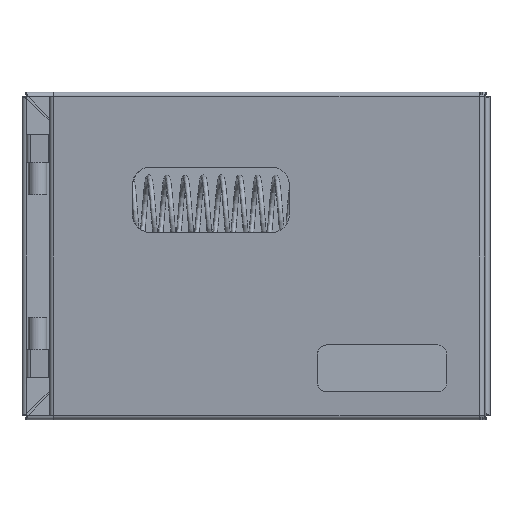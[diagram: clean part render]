
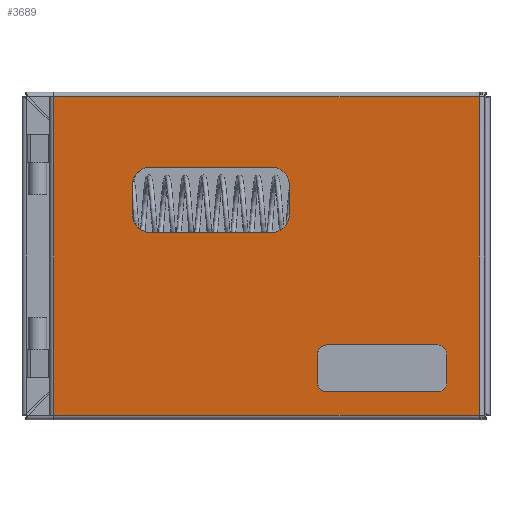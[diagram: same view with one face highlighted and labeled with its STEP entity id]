
A CAD part, front view. The second image highlights one B-rep face of the part: STEP entity #3689.
In plain terms, the highlighted face is planar.
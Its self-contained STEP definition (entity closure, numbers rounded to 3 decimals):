
#73=FACE_BOUND('',#702,.T.);
#74=FACE_BOUND('',#703,.T.);
#241=PLANE('',#4030);
#466=FACE_OUTER_BOUND('',#701,.T.);
#701=EDGE_LOOP('',(#3376,#3377,#3378,#3379));
#702=EDGE_LOOP('',(#3380,#3381,#3382,#3383,#3384,#3385,#3386,#3387));
#703=EDGE_LOOP('',(#3388,#3389,#3390,#3391,#3392,#3393,#3394,#3395));
#959=LINE('',#8391,#1363);
#963=LINE('',#8403,#1367);
#967=LINE('',#8415,#1371);
#971=LINE('',#8427,#1375);
#975=LINE('',#8439,#1379);
#979=LINE('',#8451,#1383);
#983=LINE('',#8463,#1387);
#987=LINE('',#8475,#1391);
#1030=LINE('',#8592,#1434);
#1052=LINE('',#8644,#1456);
#1073=LINE('',#8694,#1477);
#1093=LINE('',#8740,#1497);
#1363=VECTOR('',#4667,10.);
#1367=VECTOR('',#4679,10.);
#1371=VECTOR('',#4691,10.);
#1375=VECTOR('',#4703,10.);
#1379=VECTOR('',#4715,10.);
#1383=VECTOR('',#4727,10.);
#1387=VECTOR('',#4739,10.);
#1391=VECTOR('',#4751,10.);
#1434=VECTOR('',#4864,10.);
#1456=VECTOR('',#4916,10.);
#1477=VECTOR('',#4967,10.);
#1497=VECTOR('',#5017,10.);
#1558=CIRCLE('',#3911,20.);
#1560=CIRCLE('',#3915,20.);
#1562=CIRCLE('',#3919,20.);
#1564=CIRCLE('',#3923,20.);
#1566=CIRCLE('',#3927,10.);
#1568=CIRCLE('',#3931,10.);
#1570=CIRCLE('',#3935,10.);
#1572=CIRCLE('',#3939,10.);
#1777=VERTEX_POINT('',#8388);
#1778=VERTEX_POINT('',#8390);
#1780=VERTEX_POINT('',#8396);
#1782=VERTEX_POINT('',#8402);
#1784=VERTEX_POINT('',#8408);
#1786=VERTEX_POINT('',#8414);
#1788=VERTEX_POINT('',#8420);
#1790=VERTEX_POINT('',#8426);
#1793=VERTEX_POINT('',#8436);
#1794=VERTEX_POINT('',#8438);
#1796=VERTEX_POINT('',#8444);
#1798=VERTEX_POINT('',#8450);
#1800=VERTEX_POINT('',#8456);
#1802=VERTEX_POINT('',#8462);
#1804=VERTEX_POINT('',#8468);
#1806=VERTEX_POINT('',#8474);
#1844=VERTEX_POINT('',#8589);
#1845=VERTEX_POINT('',#8591);
#1860=VERTEX_POINT('',#8642);
#1874=VERTEX_POINT('',#8692);
#2206=EDGE_CURVE('',#1778,#1777,#959,.T.);
#2209=EDGE_CURVE('',#1780,#1778,#1558,.T.);
#2212=EDGE_CURVE('',#1782,#1780,#963,.T.);
#2215=EDGE_CURVE('',#1784,#1782,#1560,.T.);
#2218=EDGE_CURVE('',#1786,#1784,#967,.T.);
#2221=EDGE_CURVE('',#1788,#1786,#1562,.T.);
#2224=EDGE_CURVE('',#1790,#1788,#971,.T.);
#2227=EDGE_CURVE('',#1777,#1790,#1564,.T.);
#2230=EDGE_CURVE('',#1794,#1793,#975,.T.);
#2233=EDGE_CURVE('',#1796,#1794,#1566,.T.);
#2236=EDGE_CURVE('',#1798,#1796,#979,.T.);
#2239=EDGE_CURVE('',#1800,#1798,#1568,.T.);
#2242=EDGE_CURVE('',#1802,#1800,#983,.T.);
#2245=EDGE_CURVE('',#1804,#1802,#1570,.T.);
#2248=EDGE_CURVE('',#1806,#1804,#987,.T.);
#2251=EDGE_CURVE('',#1793,#1806,#1572,.T.);
#2306=EDGE_CURVE('',#1845,#1844,#1030,.T.);
#2332=EDGE_CURVE('',#1844,#1860,#1052,.T.);
#2357=EDGE_CURVE('',#1860,#1874,#1073,.T.);
#2381=EDGE_CURVE('',#1874,#1845,#1093,.T.);
#3376=ORIENTED_EDGE('',*,*,#2306,.T.);
#3377=ORIENTED_EDGE('',*,*,#2332,.T.);
#3378=ORIENTED_EDGE('',*,*,#2357,.T.);
#3379=ORIENTED_EDGE('',*,*,#2381,.T.);
#3380=ORIENTED_EDGE('',*,*,#2218,.T.);
#3381=ORIENTED_EDGE('',*,*,#2215,.T.);
#3382=ORIENTED_EDGE('',*,*,#2212,.T.);
#3383=ORIENTED_EDGE('',*,*,#2209,.T.);
#3384=ORIENTED_EDGE('',*,*,#2206,.T.);
#3385=ORIENTED_EDGE('',*,*,#2227,.T.);
#3386=ORIENTED_EDGE('',*,*,#2224,.T.);
#3387=ORIENTED_EDGE('',*,*,#2221,.T.);
#3388=ORIENTED_EDGE('',*,*,#2242,.T.);
#3389=ORIENTED_EDGE('',*,*,#2239,.T.);
#3390=ORIENTED_EDGE('',*,*,#2236,.T.);
#3391=ORIENTED_EDGE('',*,*,#2233,.T.);
#3392=ORIENTED_EDGE('',*,*,#2230,.T.);
#3393=ORIENTED_EDGE('',*,*,#2251,.T.);
#3394=ORIENTED_EDGE('',*,*,#2248,.T.);
#3395=ORIENTED_EDGE('',*,*,#2245,.T.);
#3689=ADVANCED_FACE('',(#466,#73,#74),#241,.F.);
#3911=AXIS2_PLACEMENT_3D('',#8397,#4673,#4674);
#3915=AXIS2_PLACEMENT_3D('',#8409,#4685,#4686);
#3919=AXIS2_PLACEMENT_3D('',#8421,#4697,#4698);
#3923=AXIS2_PLACEMENT_3D('',#8431,#4709,#4710);
#3927=AXIS2_PLACEMENT_3D('',#8445,#4721,#4722);
#3931=AXIS2_PLACEMENT_3D('',#8457,#4733,#4734);
#3935=AXIS2_PLACEMENT_3D('',#8469,#4745,#4746);
#3939=AXIS2_PLACEMENT_3D('',#8479,#4757,#4758);
#4030=AXIS2_PLACEMENT_3D('',#8780,#5061,#5062);
#4667=DIRECTION('',(0.,0.,-1.));
#4673=DIRECTION('center_axis',(0.,1.,0.));
#4674=DIRECTION('ref_axis',(1.,0.,0.));
#4679=DIRECTION('',(1.,0.,0.));
#4685=DIRECTION('center_axis',(0.,1.,0.));
#4686=DIRECTION('ref_axis',(0.,0.,1.));
#4691=DIRECTION('',(0.,0.,1.));
#4697=DIRECTION('center_axis',(0.,1.,0.));
#4698=DIRECTION('ref_axis',(-1.,0.,0.));
#4703=DIRECTION('',(-1.,0.,0.));
#4709=DIRECTION('center_axis',(0.,1.,0.));
#4710=DIRECTION('ref_axis',(0.,0.,-1.));
#4715=DIRECTION('',(0.,0.,-1.));
#4721=DIRECTION('center_axis',(0.,1.,0.));
#4722=DIRECTION('ref_axis',(1.,0.,0.));
#4727=DIRECTION('',(1.,0.,0.));
#4733=DIRECTION('center_axis',(0.,1.,0.));
#4734=DIRECTION('ref_axis',(0.,0.,
1.));
#4739=DIRECTION('',(0.,0.,1.));
#4745=DIRECTION('center_axis',(0.,1.,0.));
#4746=DIRECTION('ref_axis',(-1.,0.,0.));
#4751=DIRECTION('',(-1.,0.,0.));
#4757=DIRECTION('center_axis',(0.,1.,0.));
#4758=DIRECTION('ref_axis',(0.,0.,
-1.));
#4864=DIRECTION('',(1.,0.,0.));
#4916=DIRECTION('',(0.,0.,1.));
#4967=DIRECTION('',(-1.,0.,0.));
#5017=DIRECTION('',(0.,0.,-1.));
#5061=DIRECTION('center_axis',(0.,1.,0.));
#5062=DIRECTION('ref_axis',(-1.,0.,0.));
#8388=CARTESIAN_POINT('',(290.,-95.,220.));
#8390=CARTESIAN_POINT('',(290.,-95.,250.));
#8391=CARTESIAN_POINT('',(290.,-95.,212.5));
#8396=CARTESIAN_POINT('',(270.,-95.,270.));
#8397=CARTESIAN_POINT('Origin',(270.,-95.,250.));
#8402=CARTESIAN_POINT('',(140.,-95.,270.));
#8403=CARTESIAN_POINT('',(202.5,-95.,270.));
#8408=CARTESIAN_POINT('',(120.,-95.,250.));
#8409=CARTESIAN_POINT('Origin',(140.,-95.,250.));
#8414=CARTESIAN_POINT('',(120.,-95.,220.));
#8415=CARTESIAN_POINT('',(120.,-95.,197.5));
#8420=CARTESIAN_POINT('',(140.,-95.,200.));
#8421=CARTESIAN_POINT('Origin',(140.,-95.,220.));
#8426=CARTESIAN_POINT('',(270.,-95.,200.));
#8427=CARTESIAN_POINT('',(267.5,-95.,200.));
#8431=CARTESIAN_POINT('Origin',(270.,-95.,220.));
#8436=CARTESIAN_POINT('',(460.,-95.,40.));
#8438=CARTESIAN_POINT('',(460.,-95.,70.));
#8439=CARTESIAN_POINT('',(460.,-95.,122.5));
#8444=CARTESIAN_POINT('',(450.,-95.,80.));
#8445=CARTESIAN_POINT('Origin',(450.,-95.,70.));
#8450=CARTESIAN_POINT('',(330.,-95.,80.));
#8451=CARTESIAN_POINT('',(297.5,-95.,80.));
#8456=CARTESIAN_POINT('',(320.,-95.,70.));
#8457=CARTESIAN_POINT('Origin',(330.,-95.,70.));
#8462=CARTESIAN_POINT('',(320.,-95.,40.));
#8463=CARTESIAN_POINT('',(320.,-95.,107.5));
#8468=CARTESIAN_POINT('',(330.,-95.,30.));
#8469=CARTESIAN_POINT('Origin',(330.,-95.,40.));
#8474=CARTESIAN_POINT('',(450.,-95.,30.));
#8475=CARTESIAN_POINT('',(357.5,-95.,30.));
#8479=CARTESIAN_POINT('Origin',(450.,-95.,40.));
#8589=CARTESIAN_POINT('',(495.,-95.,5.));
#8591=CARTESIAN_POINT('',(35.,-95.,5.));
#8592=CARTESIAN_POINT('',(380.,-95.,5.));
#8642=CARTESIAN_POINT('',(495.,-95.,345.));
#8644=CARTESIAN_POINT('',(495.,-95.,260.));
#8692=CARTESIAN_POINT('',(35.,-95.,345.));
#8694=CARTESIAN_POINT('',(150.,-95.,345.));
#8740=CARTESIAN_POINT('',(35.,-95.,90.));
#8780=CARTESIAN_POINT('Origin',(265.,-95.,175.));
